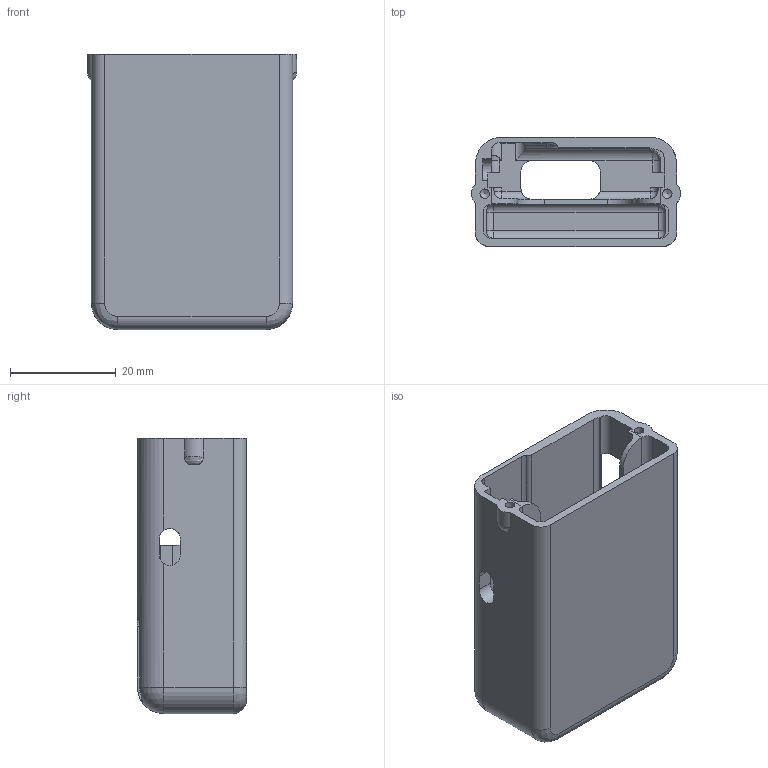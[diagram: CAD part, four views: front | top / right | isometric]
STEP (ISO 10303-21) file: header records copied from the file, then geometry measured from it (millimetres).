
FILE_DESCRIPTION((''),'2;1');
FILE_NAME('x-IMU Housing Main.stp','2013-07-11T21:07:26',('Seb Madgwick'),(''),'Autodesk Inventor 2011','Autodesk Inventor 2011','');
FILE_SCHEMA(('AUTOMOTIVE_DESIGN { 1 0 10303 214 1 1 1 1 }'));
Length unit declared in the file: millimetre
Products named in the file (1): x-IMU Housing Main
Bounding box: 39.5 x 20.6 x 52 mm (x, y, z)
Volume: 10954.4 mm3; surface area: 13080 mm2
Topology: 1 solids, 1 shells, 247 faces, 672 edges, 430 vertices
Faces by surface type: plane 156, cylinder 73, sphere 8, bspline 6, torus 2, cone 2
Full cylindrical faces by diameter (mm): 1.8 x2, 2 x1, 3.923 x1, 4 x1, 6 x1, 6.873 x1
Entity records: 8072 total; most frequent: CARTESIAN_POINT 1854, ORIENTED_EDGE 1300, DIRECTION 1252, EDGE_CURVE 650, VECTOR 482, LINE 482, VERTEX_POINT 426, AXIS2_PLACEMENT_3D 385
